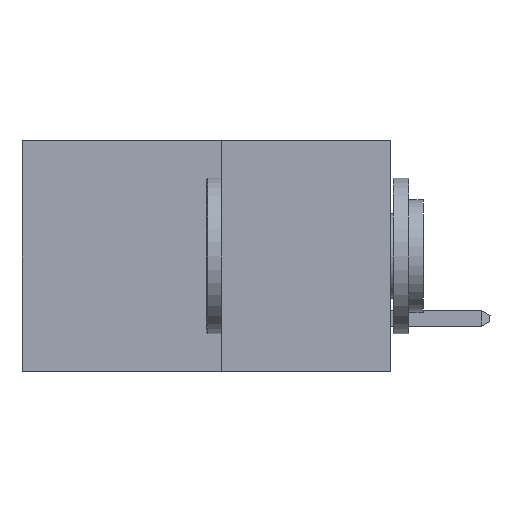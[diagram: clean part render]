
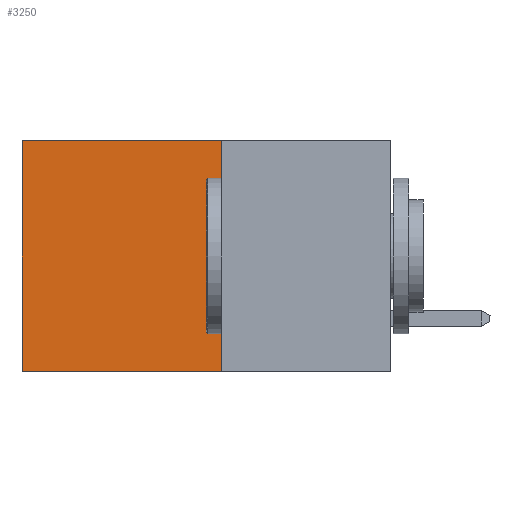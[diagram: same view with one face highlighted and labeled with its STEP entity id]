
A CAD part, left-side view. The second image highlights one B-rep face of the part: STEP entity #3250.
In plain terms, the highlighted planar face has unit normal (-1, 0, 0).
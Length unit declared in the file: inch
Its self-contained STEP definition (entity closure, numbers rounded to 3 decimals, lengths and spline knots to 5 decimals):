
#173 = VERTEX_POINT ( 'NONE', #4726 ) ;
#468 = EDGE_CURVE ( 'NONE', #173, #6482, #7471, .T. ) ;
#885 = VERTEX_POINT ( 'NONE', #5298 ) ;
#966 = FACE_OUTER_BOUND ( 'NONE', #1133, .T. ) ;
#984 = ORIENTED_EDGE ( 'NONE', *, *, #8178, .T. ) ;
#1133 = EDGE_LOOP ( 'NONE', ( #984, #6968, #8402, #5813 ) ) ;
#1190 = EDGE_CURVE ( 'NONE', #885, #173, #5789, .T. ) ;
#1689 = VECTOR ( 'NONE', #6751, 39.37008 ) ;
#2112 = EDGE_CURVE ( 'NONE', #885, #7895, #3094, .T. ) ;
#2983 = VECTOR ( 'NONE', #8223, 39.37008 ) ;
#3094 = LINE ( 'NONE', #8202, #2983 ) ;
#3250 = ADVANCED_FACE ( 'NONE', ( #966 ), #3627, .F. ) ;
#3572 = DIRECTION ( 'NONE',  ( 0., 0., -1. ) ) ;
#3596 = DIRECTION ( 'NONE',  ( 1., 0., 0. ) ) ;
#3627 = PLANE ( 'NONE',  #4869 ) ;
#3637 = CARTESIAN_POINT ( 'NONE',  ( 0.277, 0.27, -0.37 ) ) ;
#3660 = CARTESIAN_POINT ( 'NONE',  ( 0.277, 0.59, 0. ) ) ;
#3786 = CARTESIAN_POINT ( 'NONE',  ( 0.277, 0.59, -0.37 ) ) ;
#4612 = DIRECTION ( 'NONE',  ( 0., 0., -1. ) ) ;
#4726 = CARTESIAN_POINT ( 'NONE',  ( 0.277, 0.27, -0.37 ) ) ;
#4805 = CARTESIAN_POINT ( 'NONE',  ( 0.277, 0.27, -0.37 ) ) ;
#4869 = AXIS2_PLACEMENT_3D ( 'NONE', #3637, #3596, #3572 ) ;
#5298 = CARTESIAN_POINT ( 'NONE',  ( 0.277, 0.27, 0. ) ) ;
#5594 = LINE ( 'NONE', #6839, #1689 ) ;
#5709 = VECTOR ( 'NONE', #4612, 39.37008 ) ;
#5789 = LINE ( 'NONE', #7410, #5709 ) ;
#5813 = ORIENTED_EDGE ( 'NONE', *, *, #2112, .T. ) ;
#6482 = VERTEX_POINT ( 'NONE', #3786 ) ;
#6717 = DIRECTION ( 'NONE',  ( 0., 1., 0. ) ) ;
#6751 = DIRECTION ( 'NONE',  ( 0., 0., -1. ) ) ;
#6839 = CARTESIAN_POINT ( 'NONE',  ( 0.277, 0.59, -0.37 ) ) ;
#6968 = ORIENTED_EDGE ( 'NONE', *, *, #468, .F. ) ;
#7410 = CARTESIAN_POINT ( 'NONE',  ( 0.277, 0.27, -0.37 ) ) ;
#7471 = LINE ( 'NONE', #4805, #7749 ) ;
#7749 = VECTOR ( 'NONE', #6717, 39.37008 ) ;
#7895 = VERTEX_POINT ( 'NONE', #3660 ) ;
#8178 = EDGE_CURVE ( 'NONE', #7895, #6482, #5594, .T. ) ;
#8202 = CARTESIAN_POINT ( 'NONE',  ( 0.277, 0.27, 0. ) ) ;
#8223 = DIRECTION ( 'NONE',  ( 0., 1., 0. ) ) ;
#8402 = ORIENTED_EDGE ( 'NONE', *, *, #1190, .F. ) ;
